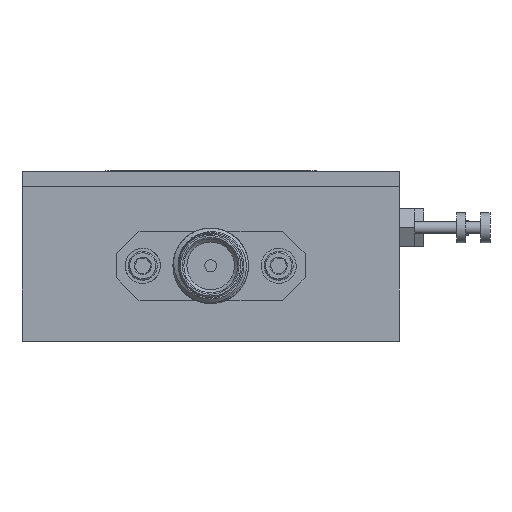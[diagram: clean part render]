
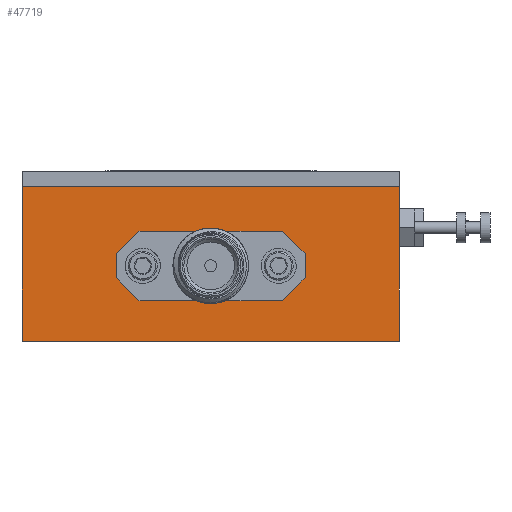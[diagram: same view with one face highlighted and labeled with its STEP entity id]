
A CAD part, left-side view. The second image highlights one B-rep face of the part: STEP entity #47719.
In plain terms, the highlighted planar face has unit normal (-1, 0, 0).
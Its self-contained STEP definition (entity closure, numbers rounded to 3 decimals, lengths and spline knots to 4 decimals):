
#1111 = CARTESIAN_POINT ( 'NONE',  ( -0.625, -0.3125, -0.1465 ) ) ;
#1299 = CARTESIAN_POINT ( 'NONE',  ( -0.625, -0.3125, -0.0715 ) ) ;
#1633 = LINE ( 'NONE', #33666, #53808 ) ;
#1736 = VECTOR ( 'NONE', #40788, 39.3701 ) ;
#2923 = VERTEX_POINT ( 'NONE', #37586 ) ;
#3092 = VERTEX_POINT ( 'NONE', #34014 ) ;
#3130 = VECTOR ( 'NONE', #56563, 39.3701 ) ;
#3908 = VECTOR ( 'NONE', #39053, 39.3701 ) ;
#4016 = DIRECTION ( 'NONE',  ( 0., 0., -1. ) ) ;
#5243 = LINE ( 'NONE', #1111, #24726 ) ;
#5442 = CARTESIAN_POINT ( 'NONE',  ( -0.625, -0.625, 0.2315 ) ) ;
#5795 = DIRECTION ( 'NONE',  ( 0., 0., -1. ) ) ;
#6201 = VERTEX_POINT ( 'NONE', #1299 ) ;
#6679 = DIRECTION ( 'NONE',  ( 1., 0., 0. ) ) ;
#8129 = VERTEX_POINT ( 'NONE', #53063 ) ;
#8443 = CARTESIAN_POINT ( 'NONE',  ( -0.625, -0.625, 0.2815 ) ) ;
#8731 = CARTESIAN_POINT ( 'NONE',  ( -0.625, -0.1762, -0.2077 ) ) ;
#9980 = VERTEX_POINT ( 'NONE', #26603 ) ;
#10728 = DIRECTION ( 'NONE',  ( 0., 0.707, 0.707 ) ) ;
#11146 = CARTESIAN_POINT ( 'NONE',  ( -0.625, -0.3125, 0.0835 ) ) ;
#12267 = CARTESIAN_POINT ( 'NONE',  ( -0.625, -0.625, -0.2815 ) ) ;
#12392 = CARTESIAN_POINT ( 'NONE',  ( -0.625, 0.1762, 0.1448 ) ) ;
#12406 = EDGE_CURVE ( 'NONE', #20234, #44295, #1633, .T. ) ;
#12668 = LINE ( 'NONE', #33287, #51792 ) ;
#13173 = VERTEX_POINT ( 'NONE', #31189 ) ;
#13715 = CARTESIAN_POINT ( 'NONE',  ( -0.625, -0.625, 0.2315 ) ) ;
#14071 = EDGE_CURVE ( 'NONE', #6201, #3092, #29173, .T. ) ;
#14671 = FACE_BOUND ( 'NONE', #31272, .T. ) ;
#15638 = ORIENTED_EDGE ( 'NONE', *, *, #44989, .T. ) ;
#16406 = ORIENTED_EDGE ( 'NONE', *, *, #38917, .T. ) ;
#16936 = CARTESIAN_POINT ( 'NONE',  ( -0.625, -0.2375, -0.1465 ) ) ;
#17112 = EDGE_CURVE ( 'NONE', #13173, #22567, #27104, .T. ) ;
#20234 = VERTEX_POINT ( 'NONE', #25811 ) ;
#20312 = PLANE ( 'NONE',  #25267 ) ;
#20343 = LINE ( 'NONE', #11146, #3908 ) ;
#20564 = ORIENTED_EDGE ( 'NONE', *, *, #52990, .F. ) ;
#22567 = VERTEX_POINT ( 'NONE', #52215 ) ;
#22650 = DIRECTION ( 'NONE',  ( 0., 0., -1. ) ) ;
#22662 = LINE ( 'NONE', #8443, #41603 ) ;
#22794 = EDGE_CURVE ( 'NONE', #8129, #2923, #20343, .T. ) ;
#23268 = VECTOR ( 'NONE', #38404, 39.3701 ) ;
#24726 = VECTOR ( 'NONE', #50662, 39.3701 ) ;
#25267 = AXIS2_PLACEMENT_3D ( 'NONE', #37254, #6679, #46765 ) ;
#25811 = CARTESIAN_POINT ( 'NONE',  ( -0.625, 0.3125, 0.0085 ) ) ;
#26037 = DIRECTION ( 'NONE',  ( 0., -0.707, 0.707 ) ) ;
#26603 = CARTESIAN_POINT ( 'NONE',  ( -0.625, 0.2375, -0.1465 ) ) ;
#27104 = LINE ( 'NONE', #45256, #27399 ) ;
#27399 = VECTOR ( 'NONE', #22650, 39.3701 ) ;
#27809 = ORIENTED_EDGE ( 'NONE', *, *, #49974, .T. ) ;
#28624 = FACE_OUTER_BOUND ( 'NONE', #47002, .T. ) ;
#29173 = LINE ( 'NONE', #38390, #51005 ) ;
#29482 = CARTESIAN_POINT ( 'NONE',  ( -0.625, -0.1762, 0.1448 ) ) ;
#31189 = CARTESIAN_POINT ( 'NONE',  ( -0.625, 0.625, 0.2315 ) ) ;
#31272 = EDGE_LOOP ( 'NONE', ( #50059, #15638, #47895, #41400, #33459, #46552, #40790, #27809 ) ) ;
#33287 = CARTESIAN_POINT ( 'NONE',  ( -0.625, 0.1762, -0.2077 ) ) ;
#33459 = ORIENTED_EDGE ( 'NONE', *, *, #22794, .F. ) ;
#33666 = CARTESIAN_POINT ( 'NONE',  ( -0.625, 0.3125, 0.0835 ) ) ;
#34014 = CARTESIAN_POINT ( 'NONE',  ( -0.625, -0.3125, 0.0085 ) ) ;
#37254 = CARTESIAN_POINT ( 'NONE',  ( -0.625, -0.625, 0.2815 ) ) ;
#37586 = CARTESIAN_POINT ( 'NONE',  ( -0.625, 0.2375, 0.0835 ) ) ;
#37800 = DIRECTION ( 'NONE',  ( 0., 0., 1. ) ) ;
#38390 = CARTESIAN_POINT ( 'NONE',  ( -0.625, -0.3125, 0.0835 ) ) ;
#38404 = DIRECTION ( 'NONE',  ( 0., -0.707, -0.707 ) ) ;
#38917 = EDGE_CURVE ( 'NONE', #22567, #50311, #57426, .T. ) ;
#39053 = DIRECTION ( 'NONE',  ( 0., 1., 0. ) ) ;
#40788 = DIRECTION ( 'NONE',  ( 0., 0.707, -0.707 ) ) ;
#40790 = ORIENTED_EDGE ( 'NONE', *, *, #14071, .F. ) ;
#41400 = ORIENTED_EDGE ( 'NONE', *, *, #58141, .T. ) ;
#41453 = EDGE_CURVE ( 'NONE', #8129, #3092, #56250, .T. ) ;
#41603 = VECTOR ( 'NONE', #4016, 39.3701 ) ;
#44295 = VERTEX_POINT ( 'NONE', #54792 ) ;
#44955 = LINE ( 'NONE', #8731, #1736 ) ;
#44989 = EDGE_CURVE ( 'NONE', #9980, #44295, #12668, .T. ) ;
#45256 = CARTESIAN_POINT ( 'NONE',  ( -0.625, 0.625, 0.2815 ) ) ;
#46552 = ORIENTED_EDGE ( 'NONE', *, *, #41453, .T. ) ;
#46765 = DIRECTION ( 'NONE',  ( 0., 1., 0. ) ) ;
#47002 = EDGE_LOOP ( 'NONE', ( #20564, #53833, #16406, #58323 ) ) ;
#47719 = ADVANCED_FACE ( 'NONE', ( #28624, #14671 ), #20312, .F. ) ;
#47895 = ORIENTED_EDGE ( 'NONE', *, *, #12406, .F. ) ;
#48066 = LINE ( 'NONE', #12392, #53129 ) ;
#48113 = VERTEX_POINT ( 'NONE', #16936 ) ;
#49974 = EDGE_CURVE ( 'NONE', #6201, #48113, #44955, .T. ) ;
#50059 = ORIENTED_EDGE ( 'NONE', *, *, #56560, .F. ) ;
#50311 = VERTEX_POINT ( 'NONE', #58251 ) ;
#50662 = DIRECTION ( 'NONE',  ( 0., -1., 0. ) ) ;
#51005 = VECTOR ( 'NONE', #37800, 39.3701 ) ;
#51185 = VECTOR ( 'NONE', #56188, 39.3701 ) ;
#51590 = EDGE_CURVE ( 'NONE', #53776, #50311, #22662, .T. ) ;
#51792 = VECTOR ( 'NONE', #10728, 39.3701 ) ;
#52215 = CARTESIAN_POINT ( 'NONE',  ( -0.625, 0.625, -0.2815 ) ) ;
#52990 = EDGE_CURVE ( 'NONE', #13173, #53776, #54419, .T. ) ;
#53063 = CARTESIAN_POINT ( 'NONE',  ( -0.625, -0.2375, 0.0835 ) ) ;
#53129 = VECTOR ( 'NONE', #26037, 39.3701 ) ;
#53776 = VERTEX_POINT ( 'NONE', #5442 ) ;
#53808 = VECTOR ( 'NONE', #5795, 39.3701 ) ;
#53833 = ORIENTED_EDGE ( 'NONE', *, *, #17112, .T. ) ;
#54419 = LINE ( 'NONE', #13715, #51185 ) ;
#54792 = CARTESIAN_POINT ( 'NONE',  ( -0.625, 0.3125, -0.0715 ) ) ;
#56188 = DIRECTION ( 'NONE',  ( 0., -1., 0. ) ) ;
#56250 = LINE ( 'NONE', #29482, #23268 ) ;
#56560 = EDGE_CURVE ( 'NONE', #9980, #48113, #5243, .T. ) ;
#56563 = DIRECTION ( 'NONE',  ( 0., -1., 0. ) ) ;
#57426 = LINE ( 'NONE', #12267, #3130 ) ;
#58141 = EDGE_CURVE ( 'NONE', #20234, #2923, #48066, .T. ) ;
#58251 = CARTESIAN_POINT ( 'NONE',  ( -0.625, -0.625, -0.2815 ) ) ;
#58323 = ORIENTED_EDGE ( 'NONE', *, *, #51590, .F. ) ;
